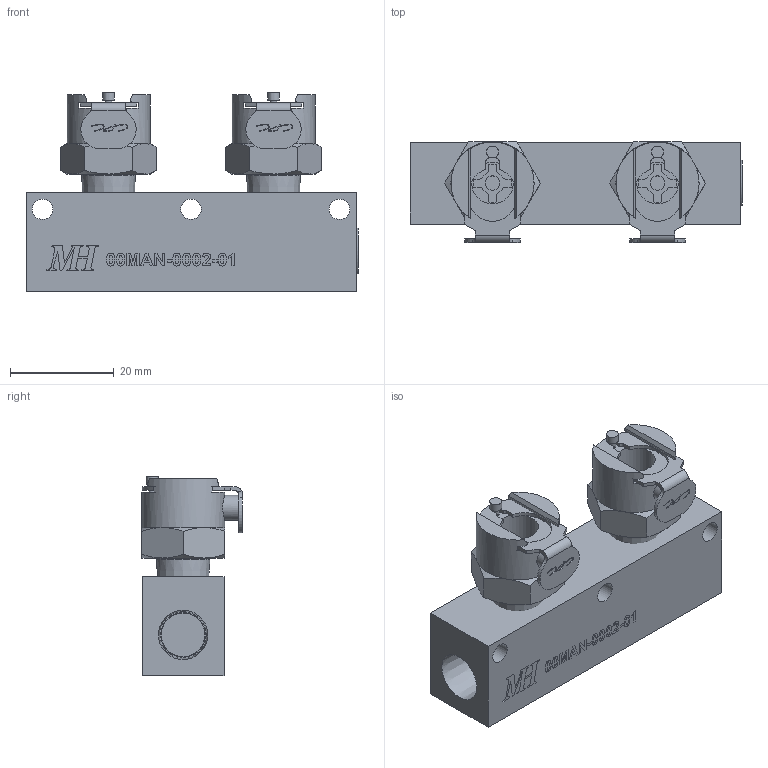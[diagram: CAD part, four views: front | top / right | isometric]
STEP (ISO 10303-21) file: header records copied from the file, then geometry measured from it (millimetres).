
FILE_DESCRIPTION(('STEP AP214'),'1');
FILE_NAME('00MAN-0002-01_B3 (Low Pressure Manifold, Dual (2x) 18-27 FNPT outlet ports (with CPC)).stp','2024-03-28T20:38:02',(' '),(' '),'Spatial InterOp 3D',' ',' ');
FILE_SCHEMA(('AUTOMOTIVE_DESIGN { 1 0 10303 214 1 1 1 1 }'));
Length unit declared in the file: inch
Products named in the file (6): Assembly26; ASSEM1; 00MAN-0002-02 (Low Pressure Manifold, Dual (2x) 1/8-27 FNPT outlet ports w/ CPC Fittings); 00CPC-0020-00 (CPC Fitting, 5/16 QD Coupling x ?-27 NPT Threaded, Valved, Straight, Brass) [Colder MCD1002] [dl]
Assembly tree (6 placements, depth 3):
  Assembly26
    ASSEM1
    00MAN-0002-02 (Low Pressure Manifold, Dual (2x) 1/8-27 FNPT outlet ports w/ CPC Fittings)
      ASSEM1
      00CPC-0020-00 (CPC Fitting, 5/16 QD Coupling x ?-27 NPT Threaded, Valved, Straight, Brass) [Colder MCD1002] [dl]  x2
      (unnamed)
Bounding box: 63.88 x 19.43 x 38.4 mm (x, y, z)
Volume: 34026.6 mm3; surface area: 20316 mm2
Topology: 5 solids, 5 shells, 1535 faces, 4352 edges, 2887 vertices
Faces by surface type: plane 1348, cylinder 138, cone 44, bspline 3, torus 2
Full cylindrical faces by diameter (mm): 1.27 x2, 2.286 x2, 2.794 x2, 3.937 x6, 4.191 x2, 4.42 x4, 4.826 x2, 7.137 x2, 8.001 x2, 8.611 x2, 10.287 x2, 16.002 x2
Entity records: 57026 total; most frequent: CARTESIAN_POINT 10202, ORIENTED_EDGE 7722, DIRECTION 6805, EDGE_CURVE 3861, LINE 3561, VECTOR 3561, VERTEX_POINT 2591, AXIS2_PLACEMENT_3D 1622
